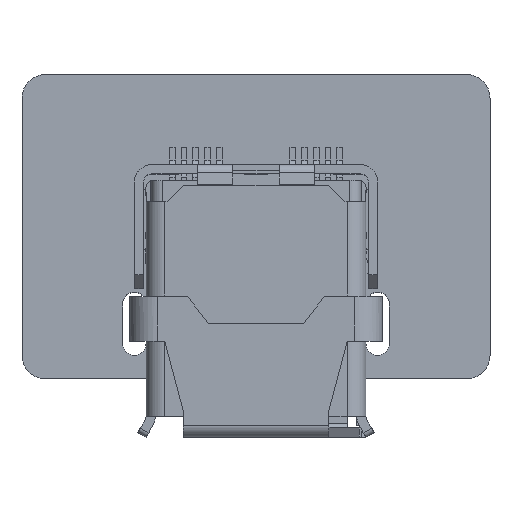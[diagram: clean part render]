
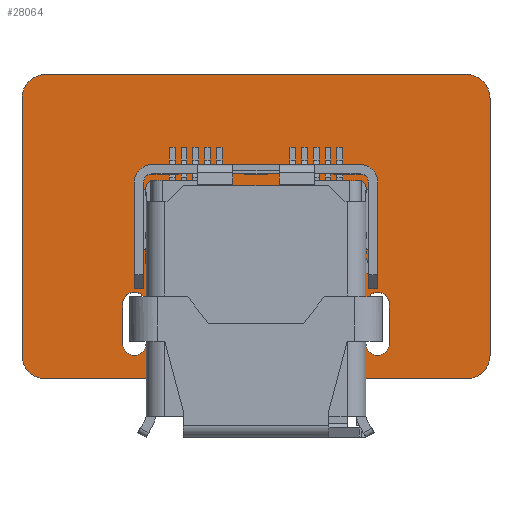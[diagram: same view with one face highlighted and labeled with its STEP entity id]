
A CAD part, top view. The second image highlights one B-rep face of the part: STEP entity #28064.
In plain terms, the highlighted planar face has unit normal (0, 0, 1).
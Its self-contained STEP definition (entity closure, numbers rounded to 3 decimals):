
#27749 = VERTEX_POINT('',#27750);
#27750 = CARTESIAN_POINT('',(9.,6.5,1.6));
#27756 = EDGE_CURVE('',#27749,#27757,#27759,.T.);
#27757 = VERTEX_POINT('',#27758);
#27758 = CARTESIAN_POINT('',(10.,5.5,1.6));
#27759 = CIRCLE('',#27760,1.);
#27760 = AXIS2_PLACEMENT_3D('',#27761,#27762,#27763);
#27761 = CARTESIAN_POINT('',(9.,5.5,1.6));
#27762 = DIRECTION('',(0.,0.,-1.));
#27763 = DIRECTION('',(0.,1.,0.));
#27791 = VERTEX_POINT('',#27792);
#27792 = CARTESIAN_POINT('',(-9.,6.5,1.6));
#27798 = EDGE_CURVE('',#27791,#27749,#27799,.T.);
#27799 = LINE('',#27800,#27801);
#27800 = CARTESIAN_POINT('',(-9.,6.5,1.6));
#27801 = VECTOR('',#27802,1.);
#27802 = DIRECTION('',(1.,0.,0.));
#27820 = EDGE_CURVE('',#27757,#27821,#27823,.T.);
#27821 = VERTEX_POINT('',#27822);
#27822 = CARTESIAN_POINT('',(10.,-5.5,1.6));
#27823 = LINE('',#27824,#27825);
#27824 = CARTESIAN_POINT('',(10.,5.5,1.6));
#27825 = VECTOR('',#27826,1.);
#27826 = DIRECTION('',(0.,-1.,0.));
#28064 = ADVANCED_FACE('',(#28065,#28111,#28147,#28183,#28219,#28230,
    #28241),#28277,.F.);
#28065 = FACE_BOUND('',#28066,.F.);
#28066 = EDGE_LOOP('',(#28067,#28068,#28069,#28078,#28086,#28095,#28103,
    #28110));
#28067 = ORIENTED_EDGE('',*,*,#27756,.T.);
#28068 = ORIENTED_EDGE('',*,*,#27820,.T.);
#28069 = ORIENTED_EDGE('',*,*,#28070,.T.);
#28070 = EDGE_CURVE('',#27821,#28071,#28073,.T.);
#28071 = VERTEX_POINT('',#28072);
#28072 = CARTESIAN_POINT('',(9.,-6.5,1.6));
#28073 = CIRCLE('',#28074,1.);
#28074 = AXIS2_PLACEMENT_3D('',#28075,#28076,#28077);
#28075 = CARTESIAN_POINT('',(9.,-5.5,1.6));
#28076 = DIRECTION('',(0.,0.,-1.));
#28077 = DIRECTION('',(1.,0.,0.));
#28078 = ORIENTED_EDGE('',*,*,#28079,.T.);
#28079 = EDGE_CURVE('',#28071,#28080,#28082,.T.);
#28080 = VERTEX_POINT('',#28081);
#28081 = CARTESIAN_POINT('',(-9.,-6.5,1.6));
#28082 = LINE('',#28083,#28084);
#28083 = CARTESIAN_POINT('',(9.,-6.5,1.6));
#28084 = VECTOR('',#28085,1.);
#28085 = DIRECTION('',(-1.,0.,0.));
#28086 = ORIENTED_EDGE('',*,*,#28087,.T.);
#28087 = EDGE_CURVE('',#28080,#28088,#28090,.T.);
#28088 = VERTEX_POINT('',#28089);
#28089 = CARTESIAN_POINT('',(-10.,-5.5,1.6));
#28090 = CIRCLE('',#28091,1.);
#28091 = AXIS2_PLACEMENT_3D('',#28092,#28093,#28094);
#28092 = CARTESIAN_POINT('',(-9.,-5.5,1.6));
#28093 = DIRECTION('',(0.,0.,-1.));
#28094 = DIRECTION('',(0.,-1.,0.));
#28095 = ORIENTED_EDGE('',*,*,#28096,.T.);
#28096 = EDGE_CURVE('',#28088,#28097,#28099,.T.);
#28097 = VERTEX_POINT('',#28098);
#28098 = CARTESIAN_POINT('',(-10.,5.5,1.6));
#28099 = LINE('',#28100,#28101);
#28100 = CARTESIAN_POINT('',(-10.,-5.5,1.6));
#28101 = VECTOR('',#28102,1.);
#28102 = DIRECTION('',(0.,1.,0.));
#28103 = ORIENTED_EDGE('',*,*,#28104,.T.);
#28104 = EDGE_CURVE('',#28097,#27791,#28105,.T.);
#28105 = CIRCLE('',#28106,1.);
#28106 = AXIS2_PLACEMENT_3D('',#28107,#28108,#28109);
#28107 = CARTESIAN_POINT('',(-9.,5.5,1.6));
#28108 = DIRECTION('',(0.,0.,-1.));
#28109 = DIRECTION('',(-1.,0.,-0.));
#28110 = ORIENTED_EDGE('',*,*,#27798,.T.);
#28111 = FACE_BOUND('',#28112,.F.);
#28112 = EDGE_LOOP('',(#28113,#28124,#28132,#28141));
#28113 = ORIENTED_EDGE('',*,*,#28114,.F.);
#28114 = EDGE_CURVE('',#28115,#28117,#28119,.T.);
#28115 = VERTEX_POINT('',#28116);
#28116 = CARTESIAN_POINT('',(4.7,-3.3,1.6));
#28117 = VERTEX_POINT('',#28118);
#28118 = CARTESIAN_POINT('',(5.7,-3.3,1.6));
#28119 = CIRCLE('',#28120,0.5);
#28120 = AXIS2_PLACEMENT_3D('',#28121,#28122,#28123);
#28121 = CARTESIAN_POINT('',(5.2,-3.3,1.6));
#28122 = DIRECTION('',(0.,-0.,-1.));
#28123 = DIRECTION('',(1.,0.,-0.));
#28124 = ORIENTED_EDGE('',*,*,#28125,.T.);
#28125 = EDGE_CURVE('',#28115,#28126,#28128,.T.);
#28126 = VERTEX_POINT('',#28127);
#28127 = CARTESIAN_POINT('',(4.7,-5.,1.6));
#28128 = LINE('',#28129,#28130);
#28129 = CARTESIAN_POINT('',(4.7,-1.65,1.6));
#28130 = VECTOR('',#28131,1.);
#28131 = DIRECTION('',(0.,-1.,0.));
#28132 = ORIENTED_EDGE('',*,*,#28133,.F.);
#28133 = EDGE_CURVE('',#28134,#28126,#28136,.T.);
#28134 = VERTEX_POINT('',#28135);
#28135 = CARTESIAN_POINT('',(5.7,-5.,1.6));
#28136 = CIRCLE('',#28137,0.5);
#28137 = AXIS2_PLACEMENT_3D('',#28138,#28139,#28140);
#28138 = CARTESIAN_POINT('',(5.2,-5.,1.6));
#28139 = DIRECTION('',(-0.,0.,-1.));
#28140 = DIRECTION('',(-1.,0.,0.));
#28141 = ORIENTED_EDGE('',*,*,#28142,.T.);
#28142 = EDGE_CURVE('',#28134,#28117,#28143,.T.);
#28143 = LINE('',#28144,#28145);
#28144 = CARTESIAN_POINT('',(5.7,-2.5,1.6));
#28145 = VECTOR('',#28146,1.);
#28146 = DIRECTION('',(0.,1.,-0.));
#28147 = FACE_BOUND('',#28148,.F.);
#28148 = EDGE_LOOP('',(#28149,#28160,#28168,#28177));
#28149 = ORIENTED_EDGE('',*,*,#28150,.F.);
#28150 = EDGE_CURVE('',#28151,#28153,#28155,.T.);
#28151 = VERTEX_POINT('',#28152);
#28152 = CARTESIAN_POINT('',(-5.7,-3.3,1.6));
#28153 = VERTEX_POINT('',#28154);
#28154 = CARTESIAN_POINT('',(-4.7,-3.3,1.6));
#28155 = CIRCLE('',#28156,0.5);
#28156 = AXIS2_PLACEMENT_3D('',#28157,#28158,#28159);
#28157 = CARTESIAN_POINT('',(-5.2,-3.3,1.6));
#28158 = DIRECTION('',(0.,-0.,-1.));
#28159 = DIRECTION('',(1.,0.,-0.));
#28160 = ORIENTED_EDGE('',*,*,#28161,.T.);
#28161 = EDGE_CURVE('',#28151,#28162,#28164,.T.);
#28162 = VERTEX_POINT('',#28163);
#28163 = CARTESIAN_POINT('',(-5.7,-5.,1.6));
#28164 = LINE('',#28165,#28166);
#28165 = CARTESIAN_POINT('',(-5.7,-1.65,1.6));
#28166 = VECTOR('',#28167,1.);
#28167 = DIRECTION('',(0.,-1.,0.));
#28168 = ORIENTED_EDGE('',*,*,#28169,.F.);
#28169 = EDGE_CURVE('',#28170,#28162,#28172,.T.);
#28170 = VERTEX_POINT('',#28171);
#28171 = CARTESIAN_POINT('',(-4.7,-5.,1.6));
#28172 = CIRCLE('',#28173,0.5);
#28173 = AXIS2_PLACEMENT_3D('',#28174,#28175,#28176);
#28174 = CARTESIAN_POINT('',(-5.2,-5.,1.6));
#28175 = DIRECTION('',(-0.,0.,-1.));
#28176 = DIRECTION('',(-1.,0.,0.));
#28177 = ORIENTED_EDGE('',*,*,#28178,.T.);
#28178 = EDGE_CURVE('',#28170,#28153,#28179,.T.);
#28179 = LINE('',#28180,#28181);
#28180 = CARTESIAN_POINT('',(-4.7,-2.5,1.6));
#28181 = VECTOR('',#28182,1.);
#28182 = DIRECTION('',(0.,1.,-0.));
#28183 = FACE_BOUND('',#28184,.F.);
#28184 = EDGE_LOOP('',(#28185,#28196,#28204,#28213));
#28185 = ORIENTED_EDGE('',*,*,#28186,.F.);
#28186 = EDGE_CURVE('',#28187,#28189,#28191,.T.);
#28187 = VERTEX_POINT('',#28188);
#28188 = CARTESIAN_POINT('',(4.,1.15,1.6));
#28189 = VERTEX_POINT('',#28190);
#28190 = CARTESIAN_POINT('',(5.,1.15,1.6));
#28191 = CIRCLE('',#28192,0.5);
#28192 = AXIS2_PLACEMENT_3D('',#28193,#28194,#28195);
#28193 = CARTESIAN_POINT('',(4.5,1.15,1.6));
#28194 = DIRECTION('',(0.,-0.,-1.));
#28195 = DIRECTION('',(1.,0.,-0.));
#28196 = ORIENTED_EDGE('',*,*,#28197,.T.);
#28197 = EDGE_CURVE('',#28187,#28198,#28200,.T.);
#28198 = VERTEX_POINT('',#28199);
#28199 = CARTESIAN_POINT('',(4.,-0.55,1.6));
#28200 = LINE('',#28201,#28202);
#28201 = CARTESIAN_POINT('',(4.,0.575,1.6));
#28202 = VECTOR('',#28203,1.);
#28203 = DIRECTION('',(0.,-1.,0.));
#28204 = ORIENTED_EDGE('',*,*,#28205,.F.);
#28205 = EDGE_CURVE('',#28206,#28198,#28208,.T.);
#28206 = VERTEX_POINT('',#28207);
#28207 = CARTESIAN_POINT('',(5.,-0.55,1.6));
#28208 = CIRCLE('',#28209,0.5);
#28209 = AXIS2_PLACEMENT_3D('',#28210,#28211,#28212);
#28210 = CARTESIAN_POINT('',(4.5,-0.55,1.6));
#28211 = DIRECTION('',(-0.,0.,-1.));
#28212 = DIRECTION('',(-1.,0.,0.));
#28213 = ORIENTED_EDGE('',*,*,#28214,.T.);
#28214 = EDGE_CURVE('',#28206,#28189,#28215,.T.);
#28215 = LINE('',#28216,#28217);
#28216 = CARTESIAN_POINT('',(5.,-0.275,1.6));
#28217 = VECTOR('',#28218,1.);
#28218 = DIRECTION('',(0.,1.,-0.));
#28219 = FACE_BOUND('',#28220,.F.);
#28220 = EDGE_LOOP('',(#28221));
#28221 = ORIENTED_EDGE('',*,*,#28222,.F.);
#28222 = EDGE_CURVE('',#28223,#28223,#28225,.T.);
#28223 = VERTEX_POINT('',#28224);
#28224 = CARTESIAN_POINT('',(2.1,-0.825,1.6));
#28225 = CIRCLE('',#28226,0.725);
#28226 = AXIS2_PLACEMENT_3D('',#28227,#28228,#28229);
#28227 = CARTESIAN_POINT('',(2.1,-0.1,1.6));
#28228 = DIRECTION('',(-0.,0.,-1.));
#28229 = DIRECTION('',(-0.,-1.,0.));
#28230 = FACE_BOUND('',#28231,.F.);
#28231 = EDGE_LOOP('',(#28232));
#28232 = ORIENTED_EDGE('',*,*,#28233,.F.);
#28233 = EDGE_CURVE('',#28234,#28234,#28236,.T.);
#28234 = VERTEX_POINT('',#28235);
#28235 = CARTESIAN_POINT('',(-2.1,-0.825,1.6));
#28236 = CIRCLE('',#28237,0.725);
#28237 = AXIS2_PLACEMENT_3D('',#28238,#28239,#28240);
#28238 = CARTESIAN_POINT('',(-2.1,-0.1,1.6));
#28239 = DIRECTION('',(-0.,0.,-1.));
#28240 = DIRECTION('',(0.,-1.,-0.));
#28241 = FACE_BOUND('',#28242,.F.);
#28242 = EDGE_LOOP('',(#28243,#28254,#28262,#28271));
#28243 = ORIENTED_EDGE('',*,*,#28244,.F.);
#28244 = EDGE_CURVE('',#28245,#28247,#28249,.T.);
#28245 = VERTEX_POINT('',#28246);
#28246 = CARTESIAN_POINT('',(-5.,1.15,1.6));
#28247 = VERTEX_POINT('',#28248);
#28248 = CARTESIAN_POINT('',(-4.,1.15,1.6));
#28249 = CIRCLE('',#28250,0.5);
#28250 = AXIS2_PLACEMENT_3D('',#28251,#28252,#28253);
#28251 = CARTESIAN_POINT('',(-4.5,1.15,1.6));
#28252 = DIRECTION('',(0.,-0.,-1.));
#28253 = DIRECTION('',(1.,0.,-0.));
#28254 = ORIENTED_EDGE('',*,*,#28255,.T.);
#28255 = EDGE_CURVE('',#28245,#28256,#28258,.T.);
#28256 = VERTEX_POINT('',#28257);
#28257 = CARTESIAN_POINT('',(-5.,-0.55,1.6));
#28258 = LINE('',#28259,#28260);
#28259 = CARTESIAN_POINT('',(-5.,0.575,1.6));
#28260 = VECTOR('',#28261,1.);
#28261 = DIRECTION('',(0.,-1.,0.));
#28262 = ORIENTED_EDGE('',*,*,#28263,.F.);
#28263 = EDGE_CURVE('',#28264,#28256,#28266,.T.);
#28264 = VERTEX_POINT('',#28265);
#28265 = CARTESIAN_POINT('',(-4.,-0.55,1.6));
#28266 = CIRCLE('',#28267,0.5);
#28267 = AXIS2_PLACEMENT_3D('',#28268,#28269,#28270);
#28268 = CARTESIAN_POINT('',(-4.5,-0.55,1.6));
#28269 = DIRECTION('',(-0.,0.,-1.));
#28270 = DIRECTION('',(-1.,0.,0.));
#28271 = ORIENTED_EDGE('',*,*,#28272,.T.);
#28272 = EDGE_CURVE('',#28264,#28247,#28273,.T.);
#28273 = LINE('',#28274,#28275);
#28274 = CARTESIAN_POINT('',(-4.,-0.275,1.6));
#28275 = VECTOR('',#28276,1.);
#28276 = DIRECTION('',(0.,1.,-0.));
#28277 = PLANE('',#28278);
#28278 = AXIS2_PLACEMENT_3D('',#28279,#28280,#28281);
#28279 = CARTESIAN_POINT('',(0.,0.,1.6));
#28280 = DIRECTION('',(-0.,-0.,-1.));
#28281 = DIRECTION('',(-1.,0.,0.));
